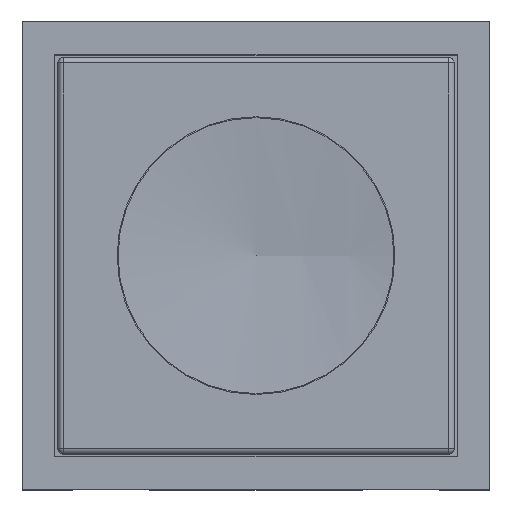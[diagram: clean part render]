
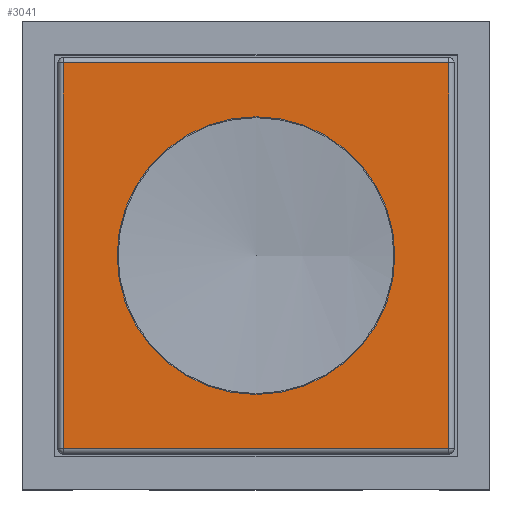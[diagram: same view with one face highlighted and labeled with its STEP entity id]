
A CAD part, top view. The second image highlights one B-rep face of the part: STEP entity #3041.
In plain terms, the highlighted planar face has unit normal (0, 0, 1).
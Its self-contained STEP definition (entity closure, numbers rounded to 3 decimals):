
#52=FACE_BOUND('',#573,.T.);
#201=CIRCLE('',#3390,3.712);
#391=FACE_OUTER_BOUND('',#572,.T.);
#572=EDGE_LOOP('',(#2723,#2724,#2725,#2726));
#573=EDGE_LOOP('',(#2727));
#863=LINE('',#5327,#1154);
#864=LINE('',#5329,#1155);
#865=LINE('',#5331,#1156);
#866=LINE('',#5332,#1157);
#1154=VECTOR('',#4175,10.);
#1155=VECTOR('',#4176,10.);
#1156=VECTOR('',#4177,10.);
#1157=VECTOR('',#4178,10.);
#1468=VERTEX_POINT('',#5317);
#1471=VERTEX_POINT('',#5325);
#1472=VERTEX_POINT('',#5326);
#1473=VERTEX_POINT('',#5328);
#1474=VERTEX_POINT('',#5330);
#1887=EDGE_CURVE('',#1468,#1468,#201,.T.);
#1891=EDGE_CURVE('',#1471,#1472,#863,.T.);
#1892=EDGE_CURVE('',#1473,#1471,#864,.T.);
#1893=EDGE_CURVE('',#1474,#1473,#865,.T.);
#1894=EDGE_CURVE('',#1472,#1474,#866,.T.);
#2723=ORIENTED_EDGE('',*,*,#1891,.F.);
#2724=ORIENTED_EDGE('',*,*,#1892,.F.);
#2725=ORIENTED_EDGE('',*,*,#1893,.F.);
#2726=ORIENTED_EDGE('',*,*,#1894,.F.);
#2727=ORIENTED_EDGE('',*,*,#1887,.F.);
#2883=PLANE('',#3394);
#3041=ADVANCED_FACE('',(#391,#52),#2883,.T.);
#3390=AXIS2_PLACEMENT_3D('',#5318,#4165,#4166);
#3394=AXIS2_PLACEMENT_3D('',#5324,#4173,#4174);
#4165=DIRECTION('center_axis',(0.,0.,1.));
#4166=DIRECTION('ref_axis',(0.,-1.,0.));
#4173=DIRECTION('center_axis',(0.,0.,1.));
#4174=DIRECTION('ref_axis',(1.,0.,0.));
#4175=DIRECTION('',(1.,0.,0.));
#4176=DIRECTION('',(0.,1.,0.));
#4177=DIRECTION('',(-1.,0.,0.));
#4178=DIRECTION('',(0.,-1.,0.));
#5317=CARTESIAN_POINT('',(3.712,0.,4.4));
#5318=CARTESIAN_POINT('Origin',(0.,0.,4.4));
#5324=CARTESIAN_POINT('Origin',(0.,0.,4.4));
#5325=CARTESIAN_POINT('',(-5.15,5.15,4.4));
#5326=CARTESIAN_POINT('',(5.15,5.15,4.4));
#5327=CARTESIAN_POINT('',(-2.65,5.15,4.4));
#5328=CARTESIAN_POINT('',(-5.15,-5.15,4.4));
#5329=CARTESIAN_POINT('',(-5.15,-2.65,4.4));
#5330=CARTESIAN_POINT('',(5.15,-5.15,4.4));
#5331=CARTESIAN_POINT('',(2.65,-5.15,4.4));
#5332=CARTESIAN_POINT('',(5.15,2.65,4.4));
